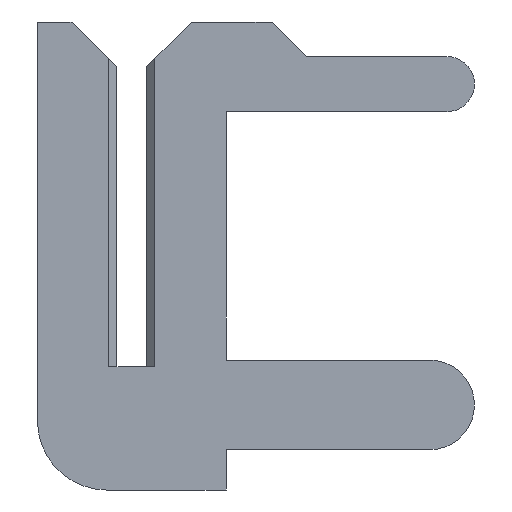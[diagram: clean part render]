
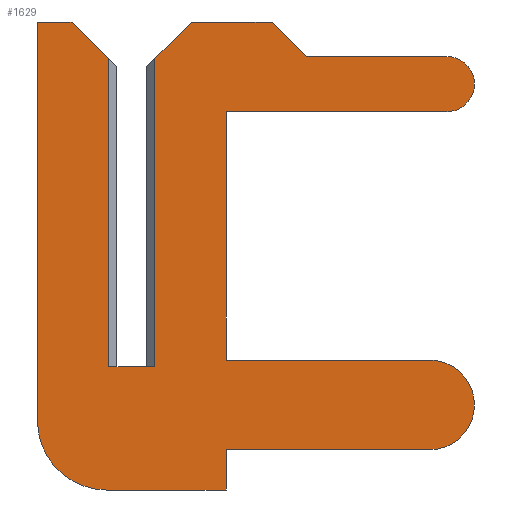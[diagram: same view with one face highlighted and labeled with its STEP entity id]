
A CAD part, left-side view. The second image highlights one B-rep face of the part: STEP entity #1629.
In plain terms, the highlighted planar face has unit normal (-1, 0, 0).
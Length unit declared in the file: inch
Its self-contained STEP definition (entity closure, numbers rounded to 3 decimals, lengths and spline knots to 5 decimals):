
#6 = CARTESIAN_POINT ( 'NONE',  ( -0.01, -0.01, 0.134 ) ) ;
#7 = DIRECTION ( 'NONE',  ( 0., -1., 0. ) ) ;
#11 = EDGE_CURVE ( 'NONE', #765, #1478, #554, .T. ) ;
#14 = CARTESIAN_POINT ( 'NONE',  ( -0.01, -0.061, 0.15 ) ) ;
#16 = VERTEX_POINT ( 'NONE', #1380 ) ;
#37 = EDGE_CURVE ( 'NONE', #698, #1060, #385, .T. ) ;
#41 = VECTOR ( 'NONE', #414, 39.37008 ) ;
#42 = VECTOR ( 'NONE', #762, 39.37008 ) ;
#46 = CARTESIAN_POINT ( 'NONE',  ( -0.01, 0.0065, 0.1305 ) ) ;
#61 = LINE ( 'NONE', #897, #42 ) ;
#68 = EDGE_CURVE ( 'NONE', #1503, #765, #1153, .T. ) ;
#85 = EDGE_CURVE ( 'NONE', #1503, #1569, #1089, .T. ) ;
#88 = DIRECTION ( 'NONE',  ( 0., 0., 1. ) ) ;
#103 = VECTOR ( 'NONE', #150, 39.37008 ) ;
#112 = CARTESIAN_POINT ( 'NONE',  ( -0.01, -0.137, 0.135 ) ) ;
#138 = LINE ( 'NONE', #506, #442 ) ;
#150 = DIRECTION ( 'NONE',  ( 0., 0., -1. ) ) ;
#170 = AXIS2_PLACEMENT_3D ( 'NONE', #1252, #1385, #522 ) ;
#171 = ORIENTED_EDGE ( 'NONE', *, *, #85, .T. ) ;
#183 = EDGE_CURVE ( 'NONE', #856, #376, #61, .T. ) ;
#202 = LINE ( 'NONE', #981, #516 ) ;
#206 = CARTESIAN_POINT ( 'NONE',  ( -0.01, 0.041, -0.0235 ) ) ;
#213 = CARTESIAN_POINT ( 'NONE',  ( -0.01, -0.041, -0.0535 ) ) ;
#225 = CARTESIAN_POINT ( 'NONE',  ( -0.01, 0.026, 0.15 ) ) ;
#230 = ORIENTED_EDGE ( 'NONE', *, *, #68, .F. ) ;
#275 = ORIENTED_EDGE ( 'NONE', *, *, #1137, .F. ) ;
#283 = VECTOR ( 'NONE', #1119, 39.37008 ) ;
#285 = AXIS2_PLACEMENT_3D ( 'NONE', #1182, #1564, #1300 ) ;
#298 = CARTESIAN_POINT ( 'NONE',  ( -0.01, 0.026, 0.15 ) ) ;
#302 = VECTOR ( 'NONE', #529, 39.37008 ) ;
#304 = EDGE_CURVE ( 'NONE', #982, #856, #676, .T. ) ;
#348 = EDGE_CURVE ( 'NONE', #961, #401, #709, .T. ) ;
#367 = DIRECTION ( 'NONE',  ( 0., -1., 0. ) ) ;
#376 = VERTEX_POINT ( 'NONE', #400 ) ;
#377 = EDGE_CURVE ( 'NONE', #401, #698, #138, .T. ) ;
#383 = LINE ( 'NONE', #112, #1213 ) ;
#385 = CIRCLE ( 'NONE', #170, 0.0195 ) ;
#393 = CARTESIAN_POINT ( 'NONE',  ( -0.01, -0.137, 0.135 ) ) ;
#395 = CARTESIAN_POINT ( 'NONE',  ( -0.01, -0.041, -0.0535 ) ) ;
#400 = CARTESIAN_POINT ( 'NONE',  ( -0.01, 0.011, -0.0535 ) ) ;
#401 = VERTEX_POINT ( 'NONE', #642 ) ;
#408 = ORIENTED_EDGE ( 'NONE', *, *, #183, .F. ) ;
#414 = DIRECTION ( 'NONE',  ( 0., 1., 0. ) ) ;
#424 = CARTESIAN_POINT ( 'NONE',  ( -0.01, -0.01, 0.15 ) ) ;
#426 = ORIENTED_EDGE ( 'NONE', *, *, #780, .F. ) ;
#438 = VERTEX_POINT ( 'NONE', #1567 ) ;
#442 = VECTOR ( 'NONE', #7, 39.37008 ) ;
#470 = VERTEX_POINT ( 'NONE', #538 ) ;
#484 = VERTEX_POINT ( 'NONE', #1311 ) ;
#487 = ORIENTED_EDGE ( 'NONE', *, *, #1184, .F. ) ;
#498 = DIRECTION ( 'NONE',  ( 0., -1., 0. ) ) ;
#499 = CARTESIAN_POINT ( 'NONE',  ( -0.01, 0.0065, 0. ) ) ;
#506 = CARTESIAN_POINT ( 'NONE',  ( -0.01, -0.1295, 0.003 ) ) ;
#516 = VECTOR ( 'NONE', #88, 39.37008 ) ;
#522 = DIRECTION ( 'NONE',  ( 0., 0., 1. ) ) ;
#529 = DIRECTION ( 'NONE',  ( 0., 1., 0. ) ) ;
#532 = EDGE_CURVE ( 'NONE', #840, #722, #1288, .T. ) ;
#538 = CARTESIAN_POINT ( 'NONE',  ( -0.01, 0.01, 0. ) ) ;
#554 = LINE ( 'NONE', #623, #1245 ) ;
#568 = VECTOR ( 'NONE', #1324, 39.37008 ) ;
#584 = ORIENTED_EDGE ( 'NONE', *, *, #1524, .F. ) ;
#589 = DIRECTION ( 'NONE',  ( 1., 0., 0. ) ) ;
#591 = LINE ( 'NONE', #298, #1599 ) ;
#600 = ORIENTED_EDGE ( 'NONE', *, *, #601, .F. ) ;
#601 = EDGE_CURVE ( 'NONE', #702, #438, #1211, .T. ) ;
#609 = VECTOR ( 'NONE', #1583, 39.37008 ) ;
#623 = CARTESIAN_POINT ( 'NONE',  ( -0.01, -0.026, 0.15 ) ) ;
#628 = LINE ( 'NONE', #786, #302 ) ;
#642 = CARTESIAN_POINT ( 'NONE',  ( -0.01, -0.041, 0.003 ) ) ;
#649 = DIRECTION ( 'NONE',  ( 0., 0., -1. ) ) ;
#659 = LINE ( 'NONE', #499, #1175 ) ;
#667 = ORIENTED_EDGE ( 'NONE', *, *, #348, .F. ) ;
#673 = PLANE ( 'NONE',  #285 ) ;
#676 = LINE ( 'NONE', #395, #1326 ) ;
#698 = VERTEX_POINT ( 'NONE', #1447 ) ;
#702 = VERTEX_POINT ( 'NONE', #206 ) ;
#709 = LINE ( 'NONE', #783, #1193 ) ;
#713 = CARTESIAN_POINT ( 'NONE',  ( -0.01, -0.137, 0.123 ) ) ;
#722 = VERTEX_POINT ( 'NONE', #835 ) ;
#734 = CIRCLE ( 'NONE', #986, 0.03 ) ;
#745 = CARTESIAN_POINT ( 'NONE',  ( -0.01, -0.1295, -0.036 ) ) ;
#749 = ORIENTED_EDGE ( 'NONE', *, *, #37, .F. ) ;
#762 = DIRECTION ( 'NONE',  ( 0., 1., 0. ) ) ;
#765 = VERTEX_POINT ( 'NONE', #1241 ) ;
#772 = CARTESIAN_POINT ( 'NONE',  ( -0.01, -0.041, 0.111 ) ) ;
#780 = EDGE_CURVE ( 'NONE', #1497, #16, #1248, .T. ) ;
#783 = CARTESIAN_POINT ( 'NONE',  ( -0.01, -0.041, 0.003 ) ) ;
#786 = CARTESIAN_POINT ( 'NONE',  ( -0.01, -0.041, -0.036 ) ) ;
#796 = CARTESIAN_POINT ( 'NONE',  ( -0.01, -0.0065, 0.1305 ) ) ;
#799 = LINE ( 'NONE', #1513, #283 ) ;
#808 = EDGE_CURVE ( 'NONE', #470, #722, #202, .T. ) ;
#812 = CARTESIAN_POINT ( 'NONE',  ( -0.01, -0.01, 0. ) ) ;
#835 = CARTESIAN_POINT ( 'NONE',  ( -0.01, 0.01, 0.134 ) ) ;
#840 = VERTEX_POINT ( 'NONE', #225 ) ;
#843 = AXIS2_PLACEMENT_3D ( 'NONE', #713, #589, #1612 ) ;
#856 = VERTEX_POINT ( 'NONE', #213 ) ;
#897 = CARTESIAN_POINT ( 'NONE',  ( -0.01, 0.011, -0.0535 ) ) ;
#899 = DIRECTION ( 'NONE',  ( 0., -0.707, 0.707 ) ) ;
#900 = ORIENTED_EDGE ( 'NONE', *, *, #532, .F. ) ;
#903 = DIRECTION ( 'NONE',  ( 0., 0., -1. ) ) ;
#943 = ORIENTED_EDGE ( 'NONE', *, *, #1636, .F. ) ;
#961 = VERTEX_POINT ( 'NONE', #772 ) ;
#965 = ORIENTED_EDGE ( 'NONE', *, *, #1394, .F. ) ;
#981 = CARTESIAN_POINT ( 'NONE',  ( -0.01, 0.01, -0.0235 ) ) ;
#982 = VERTEX_POINT ( 'NONE', #1415 ) ;
#986 = AXIS2_PLACEMENT_3D ( 'NONE', #1169, #1158, #1555 ) ;
#1002 = ORIENTED_EDGE ( 'NONE', *, *, #1112, .F. ) ;
#1025 = ORIENTED_EDGE ( 'NONE', *, *, #377, .F. ) ;
#1060 = VERTEX_POINT ( 'NONE', #745 ) ;
#1089 = LINE ( 'NONE', #424, #103 ) ;
#1105 = VECTOR ( 'NONE', #899, 39.37008 ) ;
#1112 = EDGE_CURVE ( 'NONE', #470, #1569, #659, .T. ) ;
#1119 = DIRECTION ( 'NONE',  ( 0., -0.707, -0.707 ) ) ;
#1137 = EDGE_CURVE ( 'NONE', #1478, #484, #799, .T. ) ;
#1153 = LINE ( 'NONE', #796, #1105 ) ;
#1158 = DIRECTION ( 'NONE',  ( 1., 0., 0. ) ) ;
#1169 = CARTESIAN_POINT ( 'NONE',  ( -0.01, 0.011, -0.0235 ) ) ;
#1175 = VECTOR ( 'NONE', #1627, 39.37008 ) ;
#1182 = CARTESIAN_POINT ( 'NONE',  ( -0.01, 0.011, -0.0235 ) ) ;
#1184 = EDGE_CURVE ( 'NONE', #484, #1497, #383, .T. ) ;
#1185 = ORIENTED_EDGE ( 'NONE', *, *, #808, .T. ) ;
#1193 = VECTOR ( 'NONE', #903, 39.37008 ) ;
#1211 = LINE ( 'NONE', #1215, #568 ) ;
#1213 = VECTOR ( 'NONE', #367, 39.37008 ) ;
#1215 = CARTESIAN_POINT ( 'NONE',  ( -0.01, 0.041, 0.15 ) ) ;
#1238 = EDGE_LOOP ( 'NONE', ( #230, #171, #1002, #1185, #900, #943, #600, #584, #408, #1461, #1616, #749, #1025, #667, #965, #426, #487, #275, #1317 ) ) ;
#1241 = CARTESIAN_POINT ( 'NONE',  ( -0.01, -0.026, 0.15 ) ) ;
#1245 = VECTOR ( 'NONE', #498, 39.37008 ) ;
#1248 = CIRCLE ( 'NONE', #843, 0.012 ) ;
#1252 = CARTESIAN_POINT ( 'NONE',  ( -0.01, -0.1295, -0.0165 ) ) ;
#1288 = LINE ( 'NONE', #46, #609 ) ;
#1300 = DIRECTION ( 'NONE',  ( 0., 0., 1. ) ) ;
#1311 = CARTESIAN_POINT ( 'NONE',  ( -0.01, -0.076, 0.135 ) ) ;
#1317 = ORIENTED_EDGE ( 'NONE', *, *, #11, .F. ) ;
#1324 = DIRECTION ( 'NONE',  ( 0., 0., 1. ) ) ;
#1326 = VECTOR ( 'NONE', #649, 39.37008 ) ;
#1368 = FACE_OUTER_BOUND ( 'NONE', #1238, .T. ) ;
#1380 = CARTESIAN_POINT ( 'NONE',  ( -0.01, -0.137, 0.111 ) ) ;
#1385 = DIRECTION ( 'NONE',  ( 1., 0., 0. ) ) ;
#1394 = EDGE_CURVE ( 'NONE', #16, #961, #1437, .T. ) ;
#1415 = CARTESIAN_POINT ( 'NONE',  ( -0.01, -0.041, -0.036 ) ) ;
#1432 = EDGE_CURVE ( 'NONE', #1060, #982, #628, .T. ) ;
#1437 = LINE ( 'NONE', #1548, #41 ) ;
#1441 = DIRECTION ( 'NONE',  ( 0., -1., 0. ) ) ;
#1447 = CARTESIAN_POINT ( 'NONE',  ( -0.01, -0.1295, 0.003 ) ) ;
#1461 = ORIENTED_EDGE ( 'NONE', *, *, #304, .F. ) ;
#1478 = VERTEX_POINT ( 'NONE', #14 ) ;
#1497 = VERTEX_POINT ( 'NONE', #393 ) ;
#1503 = VERTEX_POINT ( 'NONE', #6 ) ;
#1513 = CARTESIAN_POINT ( 'NONE',  ( -0.01, -0.076, 0.135 ) ) ;
#1524 = EDGE_CURVE ( 'NONE', #376, #702, #734, .T. ) ;
#1548 = CARTESIAN_POINT ( 'NONE',  ( -0.01, -0.041, 0.111 ) ) ;
#1555 = DIRECTION ( 'NONE',  ( 0., 0., 1. ) ) ;
#1564 = DIRECTION ( 'NONE',  ( -1., 0., 0. ) ) ;
#1567 = CARTESIAN_POINT ( 'NONE',  ( -0.01, 0.041, 0.15 ) ) ;
#1569 = VERTEX_POINT ( 'NONE', #812 ) ;
#1583 = DIRECTION ( 'NONE',  ( 0., -0.707, -0.707 ) ) ;
#1599 = VECTOR ( 'NONE', #1441, 39.37008 ) ;
#1612 = DIRECTION ( 'NONE',  ( 0., 0., 1. ) ) ;
#1616 = ORIENTED_EDGE ( 'NONE', *, *, #1432, .F. ) ;
#1627 = DIRECTION ( 'NONE',  ( 0., -1., 0. ) ) ;
#1629 = ADVANCED_FACE ( 'NONE', ( #1368 ), #673, .T. ) ;
#1636 = EDGE_CURVE ( 'NONE', #438, #840, #591, .T. ) ;
